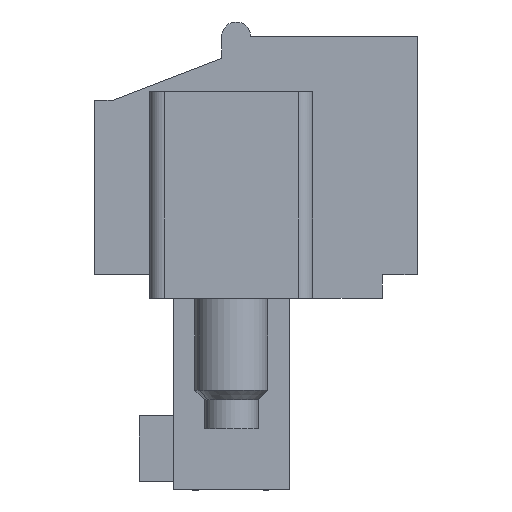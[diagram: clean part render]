
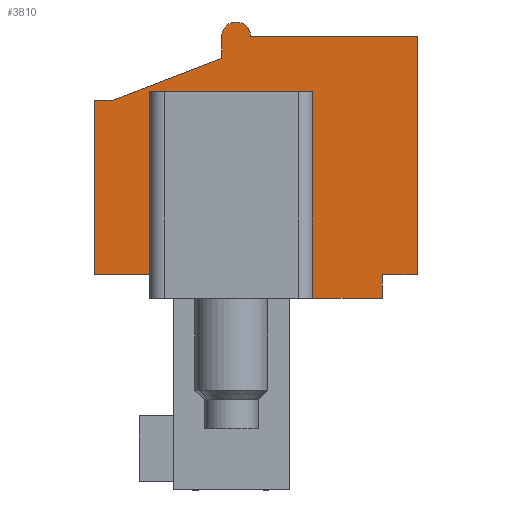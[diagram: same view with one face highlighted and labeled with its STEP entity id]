
A CAD part, left-side view. The second image highlights one B-rep face of the part: STEP entity #3810.
In plain terms, the highlighted planar face has unit normal (-1, 0, 0).
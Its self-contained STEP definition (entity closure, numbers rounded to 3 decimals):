
#3713=AXIS2_PLACEMENT_3D('Plane Axis2P3D',#3710,#3711,#3712) ;
#3736=AXIS2_PLACEMENT_3D('Circle Axis2P3D',#3734,#3735,$) ;
#3743=AXIS2_PLACEMENT_3D('Circle Axis2P3D',#3741,#3742,$) ;
#2878=CARTESIAN_POINT('Vertex',(4.8,11.1,7.4)) ;
#2881=CARTESIAN_POINT('Line Origine',(4.8,11.1,10.4)) ;
#2885=CARTESIAN_POINT('Vertex',(4.8,11.1,13.4)) ;
#3217=CARTESIAN_POINT('Vertex',(4.8,1.2,6.6)) ;
#3222=CARTESIAN_POINT('Line Origine',(4.8,2.4,6.6)) ;
#3226=CARTESIAN_POINT('Vertex',(4.8,3.6,6.6)) ;
#3675=CARTESIAN_POINT('Line Origine',(4.8,0.,11.5)) ;
#3679=CARTESIAN_POINT('Vertex',(4.8,0.,7.4)) ;
#3681=CARTESIAN_POINT('Vertex',(4.8,0.,15.6)) ;
#3710=CARTESIAN_POINT('Axis2P3D Location',(4.8,0.,0.)) ;
#3715=CARTESIAN_POINT('Line Origine',(4.8,1.2,7.)) ;
#3719=CARTESIAN_POINT('Vertex',(4.8,1.2,7.4)) ;
#3722=CARTESIAN_POINT('Line Origine',(4.8,0.6,7.4)) ;
#3727=CARTESIAN_POINT('Line Origine',(4.8,2.865,15.6)) ;
#3731=CARTESIAN_POINT('Vertex',(4.8,5.73,15.6)) ;
#3734=CARTESIAN_POINT('Axis2P3D Location',(4.8,6.23,15.6)) ;
#3738=CARTESIAN_POINT('Vertex',(4.8,6.23,16.1)) ;
#3741=CARTESIAN_POINT('Axis2P3D Location',(4.8,6.23,15.6)) ;
#3745=CARTESIAN_POINT('Vertex',(4.8,6.73,15.6)) ;
#3748=CARTESIAN_POINT('Line Origine',(4.8,6.73,15.225)) ;
#3752=CARTESIAN_POINT('Vertex',(4.8,6.73,14.85)) ;
#3755=CARTESIAN_POINT('Line Origine',(4.8,8.615,14.125)) ;
#3759=CARTESIAN_POINT('Vertex',(4.8,10.5,13.4)) ;
#3762=CARTESIAN_POINT('Line Origine',(4.8,10.8,13.4)) ;
#3767=CARTESIAN_POINT('Line Origine',(4.8,10.15,7.4)) ;
#3771=CARTESIAN_POINT('Vertex',(4.8,9.2,7.4)) ;
#3774=CARTESIAN_POINT('Line Origine',(4.8,9.2,10.55)) ;
#3778=CARTESIAN_POINT('Vertex',(4.8,9.2,13.7)) ;
#3781=CARTESIAN_POINT('Line Origine',(4.8,6.4,13.7)) ;
#3785=CARTESIAN_POINT('Vertex',(4.8,3.6,13.7)) ;
#3788=CARTESIAN_POINT('Line Origine',(4.8,3.6,10.15)) ;
#2882=DIRECTION('Vector Direction',(0.,0.,-1.)) ;
#3223=DIRECTION('Vector Direction',(0.,-1.,0.)) ;
#3676=DIRECTION('Vector Direction',(0.,0.,1.)) ;
#3711=DIRECTION('Axis2P3D Direction',(-1.,0.,0.)) ;
#3712=DIRECTION('Axis2P3D XDirection',(0.,0.,1.)) ;
#3716=DIRECTION('Vector Direction',(0.,0.,1.)) ;
#3723=DIRECTION('Vector Direction',(0.,-1.,0.)) ;
#3728=DIRECTION('Vector Direction',(0.,1.,0.)) ;
#3735=DIRECTION('Axis2P3D Direction',(-1.,0.,0.)) ;
#3742=DIRECTION('Axis2P3D Direction',(-1.,0.,0.)) ;
#3749=DIRECTION('Vector Direction',(0.,0.,-1.)) ;
#3756=DIRECTION('Vector Direction',(0.,0.933,-0.359)) ;
#3763=DIRECTION('Vector Direction',(0.,1.,0.)) ;
#3768=DIRECTION('Vector Direction',(0.,-1.,0.)) ;
#3775=DIRECTION('Vector Direction',(0.,0.,1.)) ;
#3782=DIRECTION('Vector Direction',(0.,-1.,0.)) ;
#3789=DIRECTION('Vector Direction',(0.,0.,-1.)) ;
#2883=VECTOR('Line Direction',#2882,1.) ;
#3224=VECTOR('Line Direction',#3223,1.) ;
#3677=VECTOR('Line Direction',#3676,1.) ;
#3717=VECTOR('Line Direction',#3716,1.) ;
#3724=VECTOR('Line Direction',#3723,1.) ;
#3729=VECTOR('Line Direction',#3728,1.) ;
#3750=VECTOR('Line Direction',#3749,1.) ;
#3757=VECTOR('Line Direction',#3756,1.) ;
#3764=VECTOR('Line Direction',#3763,1.) ;
#3769=VECTOR('Line Direction',#3768,1.) ;
#3776=VECTOR('Line Direction',#3775,1.) ;
#3783=VECTOR('Line Direction',#3782,1.) ;
#3790=VECTOR('Line Direction',#3789,1.) ;
#3794=ORIENTED_EDGE('',*,*,#3228,.T.) ;
#3795=ORIENTED_EDGE('',*,*,#3721,.F.) ;
#3796=ORIENTED_EDGE('',*,*,#3726,.F.) ;
#3797=ORIENTED_EDGE('',*,*,#3683,.T.) ;
#3798=ORIENTED_EDGE('',*,*,#3733,.F.) ;
#3799=ORIENTED_EDGE('',*,*,#3740,.F.) ;
#3800=ORIENTED_EDGE('',*,*,#3747,.F.) ;
#3801=ORIENTED_EDGE('',*,*,#3754,.F.) ;
#3802=ORIENTED_EDGE('',*,*,#3761,.F.) ;
#3803=ORIENTED_EDGE('',*,*,#3766,.F.) ;
#3804=ORIENTED_EDGE('',*,*,#2887,.T.) ;
#3805=ORIENTED_EDGE('',*,*,#3773,.F.) ;
#3806=ORIENTED_EDGE('',*,*,#3780,.F.) ;
#3807=ORIENTED_EDGE('',*,*,#3787,.F.) ;
#3808=ORIENTED_EDGE('',*,*,#3792,.F.) ;
#3810=ADVANCED_FACE('HOUSING',(#3809),#3714,.T.) ;
#3737=CIRCLE('generated circle',#3736,0.5) ;
#3744=CIRCLE('generated circle',#3743,0.5) ;
#2887=EDGE_CURVE('',#2886,#2879,#2884,.T.) ;
#3228=EDGE_CURVE('',#3227,#3218,#3225,.T.) ;
#3683=EDGE_CURVE('',#3680,#3682,#3678,.T.) ;
#3721=EDGE_CURVE('',#3720,#3218,#3718,.F.) ;
#3726=EDGE_CURVE('',#3680,#3720,#3725,.F.) ;
#3733=EDGE_CURVE('',#3732,#3682,#3730,.F.) ;
#3740=EDGE_CURVE('',#3739,#3732,#3737,.F.) ;
#3747=EDGE_CURVE('',#3746,#3739,#3744,.F.) ;
#3754=EDGE_CURVE('',#3753,#3746,#3751,.F.) ;
#3761=EDGE_CURVE('',#3760,#3753,#3758,.F.) ;
#3766=EDGE_CURVE('',#2886,#3760,#3765,.F.) ;
#3773=EDGE_CURVE('',#3772,#2879,#3770,.F.) ;
#3780=EDGE_CURVE('',#3779,#3772,#3777,.F.) ;
#3787=EDGE_CURVE('',#3786,#3779,#3784,.F.) ;
#3792=EDGE_CURVE('',#3227,#3786,#3791,.F.) ;
#3793=EDGE_LOOP('',(#3794,#3795,#3796,#3797,#3798,#3799,#3800,#3801,#3802,#3803,#3804,#3805,#3806,#3807,#3808)) ;
#3809=FACE_OUTER_BOUND('',#3793,.T.) ;
#2884=LINE('Line',#2881,#2883) ;
#3225=LINE('Line',#3222,#3224) ;
#3678=LINE('Line',#3675,#3677) ;
#3718=LINE('Line',#3715,#3717) ;
#3725=LINE('Line',#3722,#3724) ;
#3730=LINE('Line',#3727,#3729) ;
#3751=LINE('Line',#3748,#3750) ;
#3758=LINE('Line',#3755,#3757) ;
#3765=LINE('Line',#3762,#3764) ;
#3770=LINE('Line',#3767,#3769) ;
#3777=LINE('Line',#3774,#3776) ;
#3784=LINE('Line',#3781,#3783) ;
#3791=LINE('Line',#3788,#3790) ;
#3714=PLANE('',#3713) ;
#2879=VERTEX_POINT('',#2878) ;
#2886=VERTEX_POINT('',#2885) ;
#3218=VERTEX_POINT('',#3217) ;
#3227=VERTEX_POINT('',#3226) ;
#3680=VERTEX_POINT('',#3679) ;
#3682=VERTEX_POINT('',#3681) ;
#3720=VERTEX_POINT('',#3719) ;
#3732=VERTEX_POINT('',#3731) ;
#3739=VERTEX_POINT('',#3738) ;
#3746=VERTEX_POINT('',#3745) ;
#3753=VERTEX_POINT('',#3752) ;
#3760=VERTEX_POINT('',#3759) ;
#3772=VERTEX_POINT('',#3771) ;
#3779=VERTEX_POINT('',#3778) ;
#3786=VERTEX_POINT('',#3785) ;
